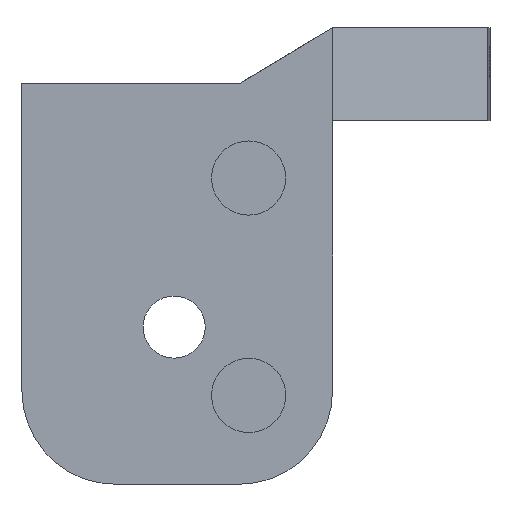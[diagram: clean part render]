
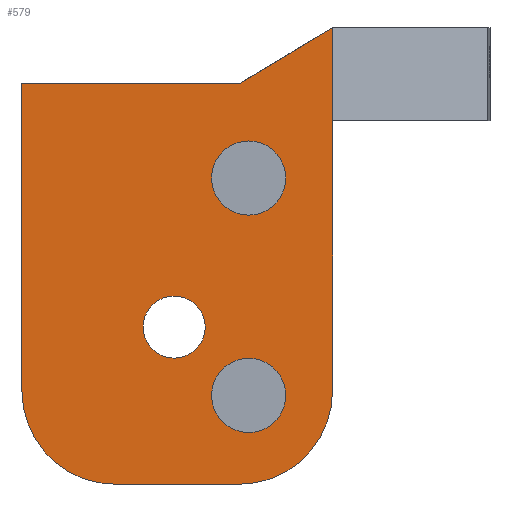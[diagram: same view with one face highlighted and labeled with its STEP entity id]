
A CAD part, front view. The second image highlights one B-rep face of the part: STEP entity #579.
In plain terms, the highlighted planar face has unit normal (0, -1, 0).
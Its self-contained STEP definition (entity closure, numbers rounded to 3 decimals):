
#34=FACE_BOUND('',#108,.T.);
#35=FACE_BOUND('',#109,.T.);
#36=FACE_BOUND('',#110,.T.);
#49=PLANE('',#642);
#73=FACE_OUTER_BOUND('',#107,.T.);
#107=EDGE_LOOP('',(#443,#444,#445,#446,#447,#448,#449,#450));
#108=EDGE_LOOP('',(#451));
#109=EDGE_LOOP('',(#452));
#110=EDGE_LOOP('',(#453));
#150=LINE('',#875,#204);
#166=LINE('',#918,#220);
#169=LINE('',#924,#223);
#170=LINE('',#926,#224);
#171=LINE('',#928,#225);
#172=LINE('',#929,#226);
#204=VECTOR('',#701,10.);
#220=VECTOR('',#737,10.);
#223=VECTOR('',#742,10.);
#224=VECTOR('',#743,10.);
#225=VECTOR('',#744,10.);
#226=VECTOR('',#745,10.);
#257=CIRCLE('',#639,15.);
#259=CIRCLE('',#643,15.);
#260=CIRCLE('',#644,5.975);
#261=CIRCLE('',#645,5.975);
#262=CIRCLE('',#646,5.);
#282=VERTEX_POINT('',#872);
#283=VERTEX_POINT('',#874);
#296=VERTEX_POINT('',#908);
#297=VERTEX_POINT('',#909);
#300=VERTEX_POINT('',#917);
#302=VERTEX_POINT('',#923);
#303=VERTEX_POINT('',#925);
#304=VERTEX_POINT('',#927);
#305=VERTEX_POINT('',#931);
#306=VERTEX_POINT('',#933);
#307=VERTEX_POINT('',#935);
#334=EDGE_CURVE('',#283,#282,#150,.T.);
#351=EDGE_CURVE('',#296,#297,#257,.T.);
#355=EDGE_CURVE('',#297,#300,#166,.T.);
#358=EDGE_CURVE('',#302,#296,#169,.T.);
#359=EDGE_CURVE('',#302,#303,#170,.T.);
#360=EDGE_CURVE('',#303,#304,#171,.T.);
#361=EDGE_CURVE('',#304,#283,#172,.T.);
#362=EDGE_CURVE('',#300,#282,#259,.T.);
#363=EDGE_CURVE('',#305,#305,#260,.T.);
#364=EDGE_CURVE('',#306,#306,#261,.T.);
#365=EDGE_CURVE('',#307,#307,#262,.T.);
#443=ORIENTED_EDGE('',*,*,#351,.F.);
#444=ORIENTED_EDGE('',*,*,#358,.F.);
#445=ORIENTED_EDGE('',*,*,#359,.T.);
#446=ORIENTED_EDGE('',*,*,#360,.T.);
#447=ORIENTED_EDGE('',*,*,#361,.T.);
#448=ORIENTED_EDGE('',*,*,#334,.T.);
#449=ORIENTED_EDGE('',*,*,#362,.F.);
#450=ORIENTED_EDGE('',*,*,#355,.F.);
#451=ORIENTED_EDGE('',*,*,#363,.T.);
#452=ORIENTED_EDGE('',*,*,#364,.T.);
#453=ORIENTED_EDGE('',*,*,#365,.T.);
#579=ADVANCED_FACE('',(#73,#34,#35,#36),#49,.T.);
#639=AXIS2_PLACEMENT_3D('',#910,#729,#730);
#642=AXIS2_PLACEMENT_3D('',#922,#740,#741);
#643=AXIS2_PLACEMENT_3D('',#930,#746,#747);
#644=AXIS2_PLACEMENT_3D('',#932,#748,#749);
#645=AXIS2_PLACEMENT_3D('',#934,#750,#751);
#646=AXIS2_PLACEMENT_3D('',#936,#752,#753);
#701=DIRECTION('',(0.,0.,-1.));
#729=DIRECTION('center_axis',(0.,1.,0.));
#730=DIRECTION('ref_axis',(0.707,0.,-0.707));
#737=DIRECTION('',(-1.,0.,0.));
#740=DIRECTION('center_axis',(0.,-1.,0.));
#741=DIRECTION('ref_axis',(-1.,0.,0.));
#742=DIRECTION('',(0.,0.,-1.));
#743=DIRECTION('',(0.,0.,1.));
#744=DIRECTION('',(-0.857,0.,-0.514));
#745=DIRECTION('',(-1.,0.,0.));
#746=DIRECTION('center_axis',(0.,1.,0.));
#747=DIRECTION('ref_axis',(-0.707,0.,-0.707));
#748=DIRECTION('center_axis',(0.,1.,0.));
#749=DIRECTION('ref_axis',(1.,0.,0.));
#750=DIRECTION('center_axis',(0.,1.,0.));
#751=DIRECTION('ref_axis',(1.,0.,0.));
#752=DIRECTION('center_axis',(0.,1.,0.));
#753=DIRECTION('ref_axis',(1.,0.,0.));
#872=CARTESIAN_POINT('',(-24.5,-33.,-44.3));
#874=CARTESIAN_POINT('',(-24.5,-33.,5.2));
#875=CARTESIAN_POINT('',(-24.5,-33.,5.6));
#908=CARTESIAN_POINT('',(25.5,-33.,-44.3));
#909=CARTESIAN_POINT('',(10.5,-33.,-59.3));
#910=CARTESIAN_POINT('Origin',(10.5,-33.,-44.3));
#917=CARTESIAN_POINT('',(-9.5,-33.,-59.3));
#918=CARTESIAN_POINT('',(-25.5,-33.,-59.3));
#922=CARTESIAN_POINT('Origin',(25.5,-33.,6.));
#923=CARTESIAN_POINT('',(25.5,-33.,-0.8));
#924=CARTESIAN_POINT('',(25.5,-33.,6.));
#925=CARTESIAN_POINT('',(25.5,-33.,14.2));
#926=CARTESIAN_POINT('',(25.5,-33.,5.2));
#927=CARTESIAN_POINT('',(10.5,-33.,5.2));
#928=CARTESIAN_POINT('',(25.5,-33.,14.2));
#929=CARTESIAN_POINT('',(16.77,-33.,5.2));
#930=CARTESIAN_POINT('Origin',(-9.5,-33.,-44.3));
#931=CARTESIAN_POINT('',(6.025,-33.,-45.));
#932=CARTESIAN_POINT('Origin',(12.,-33.,-45.));
#933=CARTESIAN_POINT('',(6.025,-33.,-10.));
#934=CARTESIAN_POINT('Origin',(12.,-33.,-10.));
#935=CARTESIAN_POINT('',(-5.,-33.,-34.));
#936=CARTESIAN_POINT('Origin',(0.,-33.,-34.));
